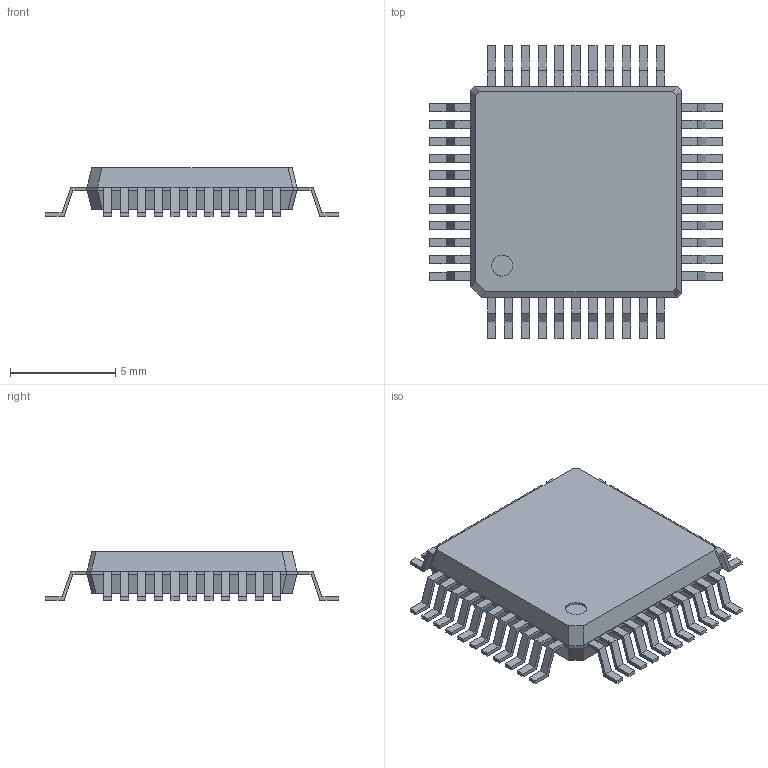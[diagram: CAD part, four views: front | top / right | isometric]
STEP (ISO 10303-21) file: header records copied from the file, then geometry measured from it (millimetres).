
FILE_DESCRIPTION(('FreeCAD Model'),'2;1');
FILE_NAME('Open CASCADE Shape Model','2025-01-19T03:29:34',(''),(''), 'Open CASCADE STEP processor 7.8','FreeCAD','Unknown');
FILE_SCHEMA(('AUTOMOTIVE_DESIGN { 1 0 10303 214 1 1 1 1 }'));
Length unit declared in the file: millimetre
Products named in the file (6): qfp44; difference; Group; Group001; Group002; Group003
Assembly tree (5 placements, depth 2):
  qfp44
    difference
    Group
    Group001
    Group002
    Group003
Bounding box: 13.9 x 13.9 x 2.3 mm (x, y, z)
Volume: 197.8 mm3; surface area: 406.4 mm2
Topology: 45 solids, 45 shells, 470 faces, 1132 edges, 755 vertices
Faces by surface type: plane 467, bspline 2, cylinder 1
Full cylindrical faces by diameter (mm): 1 x1
Entity records: 13842 total; most frequent: CARTESIAN_POINT 2462, ORIENTED_EDGE 2264, DIRECTION 2047, EDGE_CURVE 1132, LINE 1097, VECTOR 1097, VERTEX_POINT 755, AXIS2_PLACEMENT_3D 475
